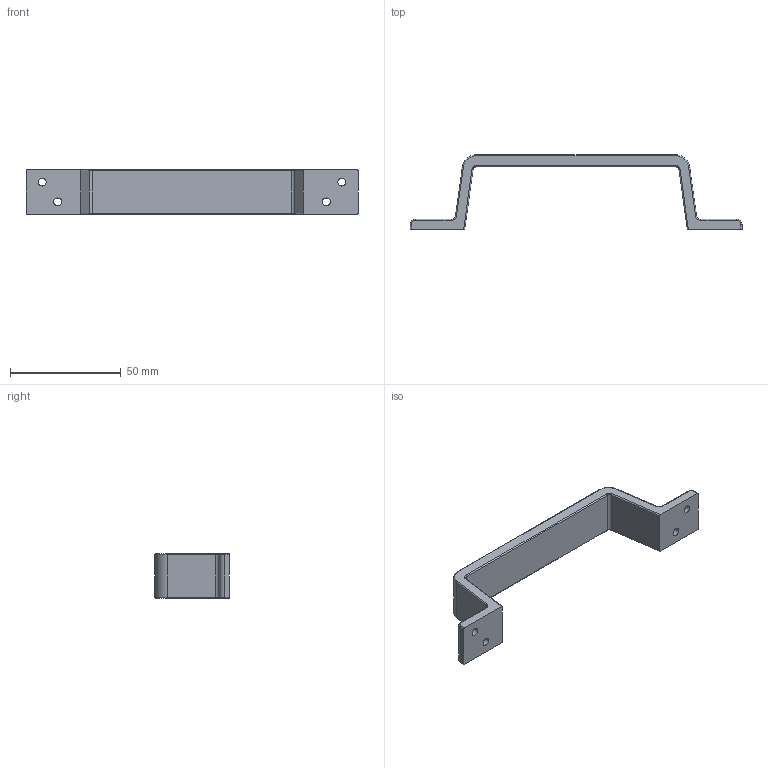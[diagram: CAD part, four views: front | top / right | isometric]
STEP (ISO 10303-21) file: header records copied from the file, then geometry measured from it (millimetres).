
FILE_DESCRIPTION(('Creo Elements/Direct Modeling STEP Export'),'2;1');
FILE_NAME('1784-150.stp','2018-12-18T 9:07:41',(''),(''),'Creo Elements/Direct Modeling STEP processor for AP214 (Solid Model)','Creo Elements/Direct Modeling 20.0 12-Nov-2016 (C) Parametric Technology GmbH','');
FILE_SCHEMA(('AUTOMOTIVE_DESIGN { 1 0 10303 214 1 1 1 1 }'));
Length unit declared in the file: millimetre
Products named in the file (1): 1784-150
Bounding box: 150.2 x 33.7 x 20.2 mm (x, y, z)
Volume: 20112 mm3; surface area: 10062.3 mm2
Topology: 1 solids, 1 shells, 74 faces, 176 edges, 104 vertices
Faces by surface type: cylinder 36, torus 16, plane 14, cone 8
Entity records: 2114 total; most frequent: DIRECTION 398, ORIENTED_EDGE 352, CARTESIAN_POINT 343, EDGE_CURVE 176, AXIS2_PLACEMENT_3D 159, VERTEX_POINT 104, EDGE_LOOP 82, CIRCLE 80
